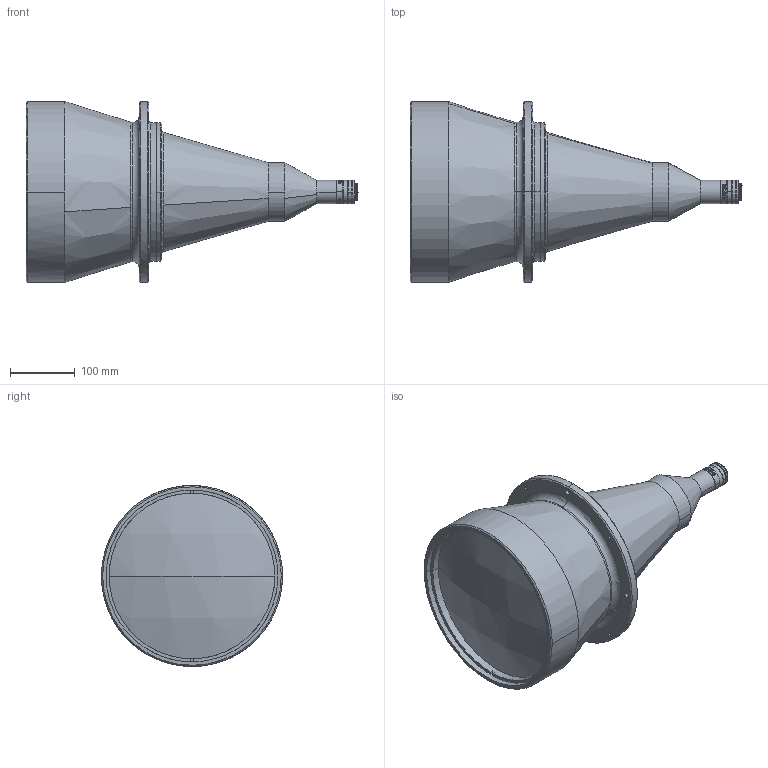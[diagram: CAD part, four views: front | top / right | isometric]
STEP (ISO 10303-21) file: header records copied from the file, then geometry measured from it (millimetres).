
FILE_DESCRIPTION (( 'STEP AP203' ), '1' );
FILE_NAME ('610010.STEP', '2021-08-06T09:18:27', ( '' ), ( '' ), 'SwSTEP 2.0', 'SolidWorks 2020', '' );
FILE_SCHEMA (( 'CONFIG_CONTROL_DESIGN' ));
Length unit declared in the file: millimetre
Products named in the file (1): 610010
Bounding box: 513.7 x 280 x 280 mm (x, y, z)
Surface area: 674241.3 mm2 (no closed solid volume)
Topology: 0 solids, 12 shells, 864 faces, 2401 edges, 1606 vertices
Faces by surface type: bspline 365, plane 314, cylinder 113, cone 62, torus 8, sphere 2
Entity records: 53101 total; most frequent: CARTESIAN_POINT 36429, ORIENTED_EDGE 4760, EDGE_CURVE 2401, B_SPLINE_CURVE_WITH_KNOTS 2249, VERTEX_POINT 1606, DIRECTION 1171, EDGE_LOOP 943, ADVANCED_FACE 864
